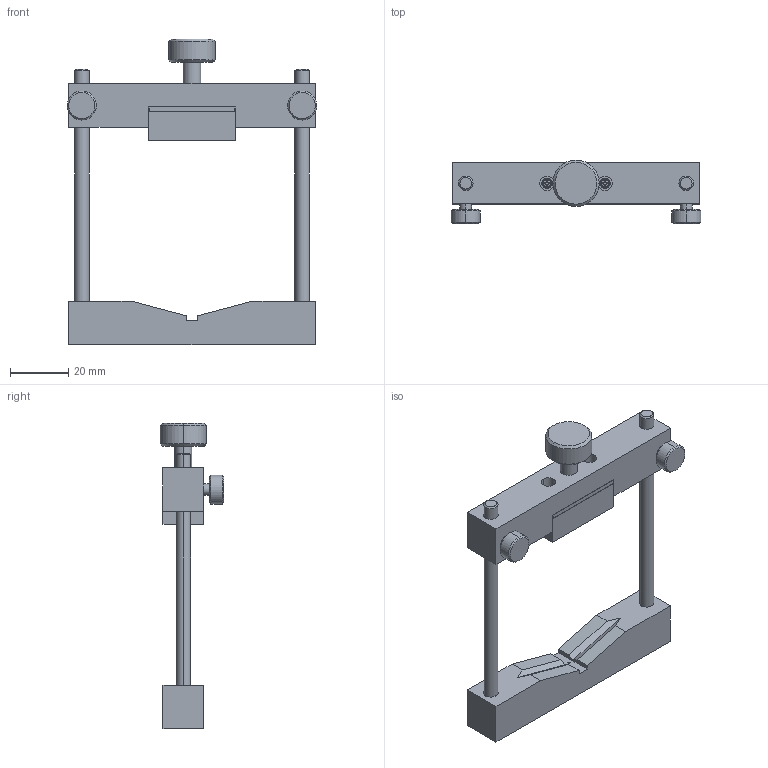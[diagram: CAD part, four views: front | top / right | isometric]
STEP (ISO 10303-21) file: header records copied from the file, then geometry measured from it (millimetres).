
FILE_DESCRIPTION (( 'STEP AP203' ), '1' );
FILE_NAME ('Web Model 55530.STEP', '2018-05-03T12:46:13', ( '' ), ( '' ), 'SwSTEP 2.0', 'SolidWorks 2016', '' );
FILE_SCHEMA (( 'CONFIG_CONTROL_DESIGN' ));
Length unit declared in the file: millimetre
Products named in the file (1): Web Model 55530
Bounding box: 86 x 22 x 105.4 mm (x, y, z)
Volume: 39886.6 mm3; surface area: 19237.8 mm2
Topology: 8 solids, 10 shells, 292 faces, 683 edges, 432 vertices
Faces by surface type: plane 141, cylinder 93, cone 46, torus 6, sphere 6
Entity records: 8667 total; most frequent: CARTESIAN_POINT 1743, DIRECTION 1496, ORIENTED_EDGE 1346, EDGE_CURVE 673, AXIS2_PLACEMENT_3D 561, VERTEX_POINT 432, VECTOR 374, LINE 374
